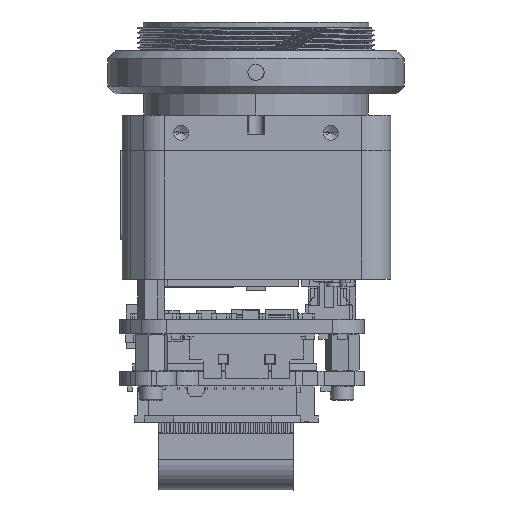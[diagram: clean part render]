
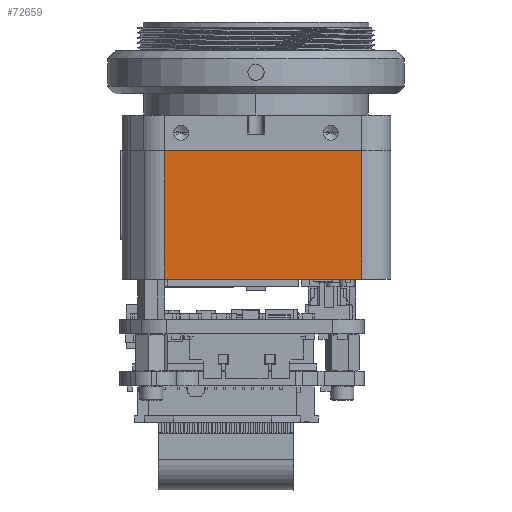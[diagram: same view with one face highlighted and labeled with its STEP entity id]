
A CAD part, front view. The second image highlights one B-rep face of the part: STEP entity #72659.
In plain terms, the highlighted planar face has unit normal (0, -1, 0).
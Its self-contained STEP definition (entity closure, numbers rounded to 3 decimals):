
#22 = CARTESIAN_POINT ( 'NONE',  ( 11.317, -17.559, -8.26 ) ) ;
#1300 = FACE_OUTER_BOUND ( 'NONE', #5857, .T. ) ;
#1637 = VERTEX_POINT ( 'NONE', #14351 ) ;
#3024 = VERTEX_POINT ( 'NONE', #23381 ) ;
#5857 = EDGE_LOOP ( 'NONE', ( #34466, #8433, #14089, #43169, #11976, #6197, #35671, #65499 ) ) ;
#6197 = ORIENTED_EDGE ( 'NONE', *, *, #67377, .T. ) ;
#6545 = VECTOR ( 'NONE', #68519, 1000. ) ;
#7087 = CARTESIAN_POINT ( 'NONE',  ( -9.794, -17.559, -2.659 ) ) ;
#8023 = VERTEX_POINT ( 'NONE', #27666 ) ;
#8433 = ORIENTED_EDGE ( 'NONE', *, *, #79072, .F. ) ;
#8698 = VECTOR ( 'NONE', #43833, 1000. ) ;
#9661 = CARTESIAN_POINT ( 'NONE',  ( 11.317, -17.559, 5.486 ) ) ;
#10504 = CARTESIAN_POINT ( 'NONE',  ( -9.81, -17.559, -1.13 ) ) ;
#11049 = CARTESIAN_POINT ( 'NONE',  ( -9.778, -17.559, -1.13 ) ) ;
#11976 = ORIENTED_EDGE ( 'NONE', *, *, #15069, .T. ) ;
#12779 = LINE ( 'NONE', #13330, #103657 ) ;
#13330 = CARTESIAN_POINT ( 'NONE',  ( -9.778, -17.559, 5.486 ) ) ;
#14089 = ORIENTED_EDGE ( 'NONE', *, *, #15229, .F. ) ;
#14351 = CARTESIAN_POINT ( 'NONE',  ( -9.778, -17.559, -2.659 ) ) ;
#15069 = EDGE_CURVE ( 'NONE', #50671, #43065, #106574, .T. ) ;
#15229 = EDGE_CURVE ( 'NONE', #3024, #8023, #94910, .T. ) ;
#22434 = EDGE_CURVE ( 'NONE', #78646, #39295, #91824, .T. ) ;
#23381 = CARTESIAN_POINT ( 'NONE',  ( -9.778, -17.559, -1.13 ) ) ;
#23419 = CARTESIAN_POINT ( 'NONE',  ( -9.826, -17.559, -2.659 ) ) ;
#24465 = CARTESIAN_POINT ( 'NONE',  ( 11.317, -17.559, -6.785 ) ) ;
#24861 = CARTESIAN_POINT ( 'NONE',  ( -9.826, -17.559, -1.13 ) ) ;
#25811 = CARTESIAN_POINT ( 'NONE',  ( -9.778, -17.559, -8.26 ) ) ;
#27666 = CARTESIAN_POINT ( 'NONE',  ( -9.778, -17.559, 5.486 ) ) ;
#28487 = CARTESIAN_POINT ( 'NONE',  ( -9.794, -17.559, -1.13 ) ) ;
#32381 = EDGE_CURVE ( 'NONE', #50671, #3024, #64605, .T. ) ;
#34466 = ORIENTED_EDGE ( 'NONE', *, *, #22434, .T. ) ;
#35671 = ORIENTED_EDGE ( 'NONE', *, *, #77282, .F. ) ;
#37001 = DIRECTION ( 'NONE',  ( 1., 0., 0. ) ) ;
#39295 = VERTEX_POINT ( 'NONE', #9661 ) ;
#41960 = CARTESIAN_POINT ( 'NONE',  ( -9.81, -17.559, -2.659 ) ) ;
#42420 = PLANE ( 'NONE',  #63557 ) ;
#43065 = VERTEX_POINT ( 'NONE', #77987 ) ;
#43169 = ORIENTED_EDGE ( 'NONE', *, *, #32381, .F. ) ;
#43833 = DIRECTION ( 'NONE',  ( 0., 0., 1. ) ) ;
#45482 = VERTEX_POINT ( 'NONE', #81789 ) ;
#50671 = VERTEX_POINT ( 'NONE', #24861 ) ;
#56781 = VECTOR ( 'NONE', #81738, 1000. ) ;
#57665 = CARTESIAN_POINT ( 'NONE',  ( -9.778, -17.559, -2.659 ) ) ;
#59247 = DIRECTION ( 'NONE',  ( 0., 0., 1. ) ) ;
#60341 = DIRECTION ( 'NONE',  ( 0., -1., 0. ) ) ;
#63557 = AXIS2_PLACEMENT_3D ( 'NONE', #102508, #60341, #67690 ) ;
#64605 = B_SPLINE_CURVE_WITH_KNOTS ( 'NONE', 3,
 ( #104335, #10504, #28487, #11049 ),
 .UNSPECIFIED., .F., .F.,
 ( 4, 4 ),
 ( 0., 1. ),
 .UNSPECIFIED. ) ;
#65499 = ORIENTED_EDGE ( 'NONE', *, *, #98313, .T. ) ;
#67377 = EDGE_CURVE ( 'NONE', #43065, #1637, #89462, .T. ) ;
#67690 = DIRECTION ( 'NONE',  ( 0., 0., -1. ) ) ;
#68519 = DIRECTION ( 'NONE',  ( 1., 0., 0. ) ) ;
#72659 = ADVANCED_FACE ( 'NONE', ( #1300 ), #42420, .T. ) ;
#73518 = CARTESIAN_POINT ( 'NONE',  ( -9.826, -17.559, -1.13 ) ) ;
#77282 = EDGE_CURVE ( 'NONE', #45482, #1637, #82280, .T. ) ;
#77987 = CARTESIAN_POINT ( 'NONE',  ( -9.826, -17.559, -2.659 ) ) ;
#78646 = VERTEX_POINT ( 'NONE', #22 ) ;
#79072 = EDGE_CURVE ( 'NONE', #8023, #39295, #12779, .T. ) ;
#81738 = DIRECTION ( 'NONE',  ( 0., 0., 1. ) ) ;
#81789 = CARTESIAN_POINT ( 'NONE',  ( -9.778, -17.559, -8.26 ) ) ;
#82280 = LINE ( 'NONE', #90142, #56781 ) ;
#83984 = CARTESIAN_POINT ( 'NONE',  ( -9.826, -17.559, -1.64 ) ) ;
#85638 = CARTESIAN_POINT ( 'NONE',  ( -9.826, -17.559, -2.15 ) ) ;
#89462 = B_SPLINE_CURVE_WITH_KNOTS ( 'NONE', 3,
 ( #23419, #41960, #7087, #57665 ),
 .UNSPECIFIED., .F., .F.,
 ( 4, 4 ),
 ( 0., 1. ),
 .UNSPECIFIED. ) ;
#90142 = CARTESIAN_POINT ( 'NONE',  ( -9.778, -17.559, -6.785 ) ) ;
#91824 = LINE ( 'NONE', #24465, #99470 ) ;
#94069 = CARTESIAN_POINT ( 'NONE',  ( -9.826, -17.559, -2.659 ) ) ;
#94311 = LINE ( 'NONE', #25811, #6545 ) ;
#94910 = LINE ( 'NONE', #103391, #8698 ) ;
#98313 = EDGE_CURVE ( 'NONE', #45482, #78646, #94311, .T. ) ;
#99470 = VECTOR ( 'NONE', #59247, 1000. ) ;
#102508 = CARTESIAN_POINT ( 'NONE',  ( -9.778, -17.559, -6.785 ) ) ;
#103391 = CARTESIAN_POINT ( 'NONE',  ( -9.778, -17.559, -6.785 ) ) ;
#103657 = VECTOR ( 'NONE', #37001, 1000. ) ;
#104335 = CARTESIAN_POINT ( 'NONE',  ( -9.826, -17.559, -1.13 ) ) ;
#106574 = B_SPLINE_CURVE_WITH_KNOTS ( 'NONE', 3,
 ( #73518, #83984, #85638, #94069 ),
 .UNSPECIFIED., .F., .F.,
 ( 4, 4 ),
 ( 0., 1. ),
 .UNSPECIFIED. ) ;
